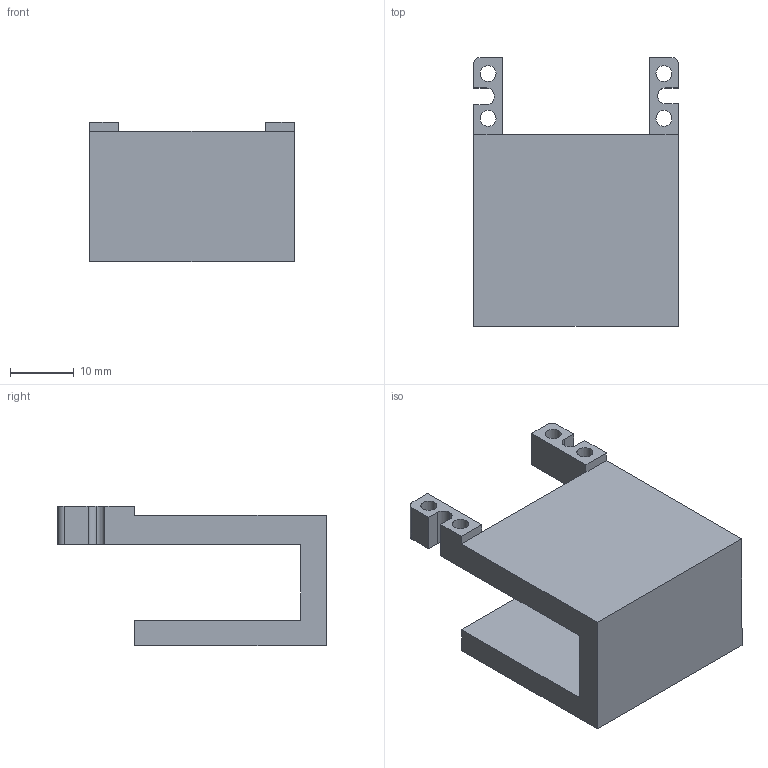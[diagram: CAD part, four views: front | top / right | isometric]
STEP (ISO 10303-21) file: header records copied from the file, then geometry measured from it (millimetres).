
FILE_DESCRIPTION(/* description */ (''),/* implementation_level */ '2;1');
FILE_NAME(/* name */ '',/* time_stamp */ '2025-11-28T19:21:57+03:00',/* author */ ('katya_notebook'),/* organization */ (''),/* preprocessor_version */ 'ST-DEVELOPER v20',/* originating_system */ 'Autodesk Inventor 2024',/* authorisation */ '');
FILE_SCHEMA (('AUTOMOTIVE_DESIGN { 1 0 10303 214 3 1 1 }'));
Length unit declared in the file: millimetre
Products named in the file (1): держатель сервомоторчика
Bounding box: 32 x 42 x 21.85 mm (x, y, z)
Volume: 10161.2 mm3; surface area: 6204.8 mm2
Topology: 1 solids, 1 shells, 36 faces, 110 edges, 90 vertices
Faces by surface type: plane 26, cylinder 10
Full cylindrical faces by diameter (mm): 2.5 x4
Entity records: 1270 total; most frequent: CARTESIAN_POINT 227, ORIENTED_EDGE 200, DIRECTION 194, EDGE_CURVE 100, LINE 80, VECTOR 80, VERTEX_POINT 66, AXIS2_PLACEMENT_3D 57
